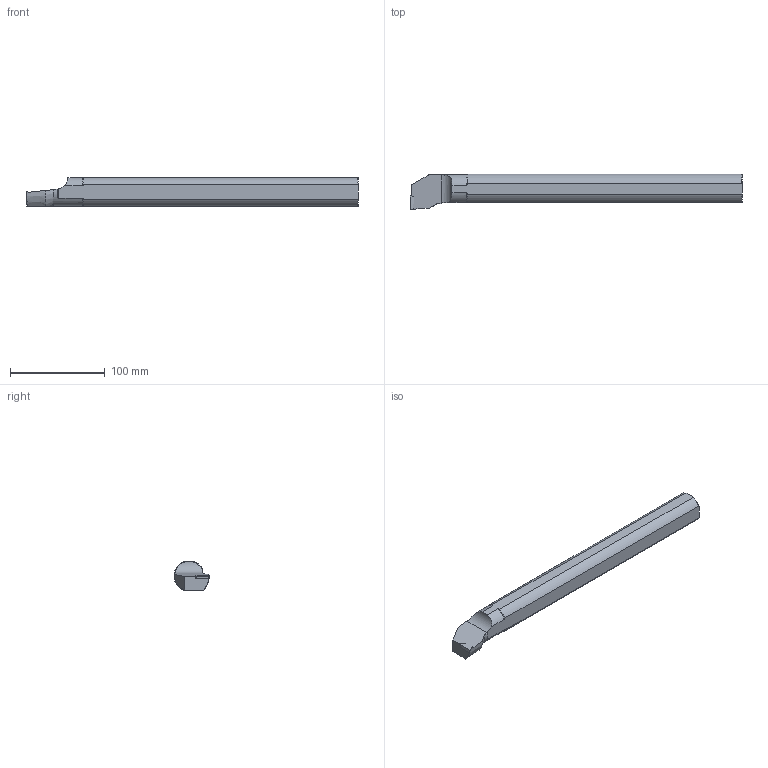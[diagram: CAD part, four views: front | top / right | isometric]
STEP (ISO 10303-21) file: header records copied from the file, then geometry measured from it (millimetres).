
FILE_DESCRIPTION(/* description */ (''),/* implementation_level */ '2;1');
FILE_NAME(/* name */ 'S32UCTFPR16_SIM.stp',/* time_stamp */ '2022-12-01T07:38:48+01:00',/* author */ (''),/* organization */ (''),/* preprocessor_version */ 'ST-DEVELOPER v18.102',/* originating_system */ 'SIEMENS PLM Software NX 2027',/* authorisation */ '');
FILE_SCHEMA (('AUTOMOTIVE_DESIGN { 1 0 10303 214 3 1 1 1 }'));
Length unit declared in the file: millimetre
Products named in the file (1): model1
Bounding box: 350.61 x 37.82 x 30 mm (x, y, z)
Volume: 255612.6 mm3; surface area: 35800.6 mm2
Topology: 2 solids, 2 shells, 34 faces, 90 edges, 60 vertices
Faces by surface type: plane 13, cylinder 8, cone 5, bspline 4, torus 4
Entity records: 1417 total; most frequent: CARTESIAN_POINT 613, ORIENTED_EDGE 180, DIRECTION 136, EDGE_CURVE 90, VERTEX_POINT 60, AXIS2_PLACEMENT_3D 53, ADVANCED_FACE 34, FACE_OUTER_BOUND 34
